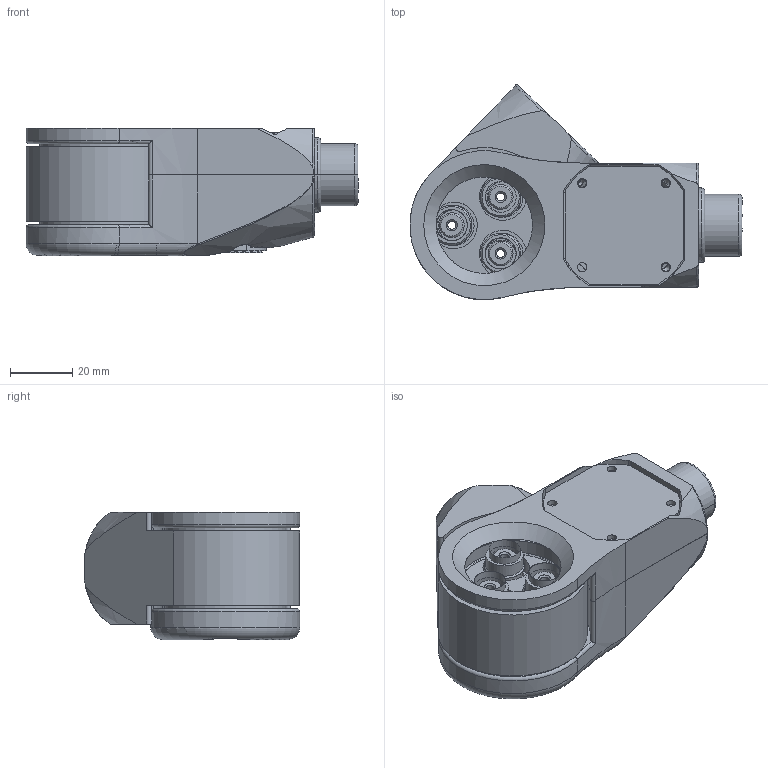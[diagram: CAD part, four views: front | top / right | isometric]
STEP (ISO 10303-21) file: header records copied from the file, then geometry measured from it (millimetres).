
FILE_DESCRIPTION(/* description */ (''),/* implementation_level */ '2;1');
FILE_NAME(/* name */ 'elbow_mini.stp',/* time_stamp */ '2024-04-21T22:18:24+08:00',/* author */ ('paulg'),/* organization */ (''),/* preprocessor_version */ 'ST-DEVELOPER v20',/* originating_system */ 'Autodesk Inventor 2024',/* authorisation */ '');
FILE_SCHEMA (('AUTOMOTIVE_DESIGN { 1 0 10303 214 3 1 1 }'));
Length unit declared in the file: millimetre
Products named in the file (12): elbow_mini; outer_kid_mini; top_plate_42n_mini; bearing_44_35_5; CAM_3M_mini; kid_cam_mini; board_mini; bot_plate_42n_mini; motor_kid_35a; Cycloidal_main_mini; PIN_3M_mini; belt_cams_mini
Assembly tree (17 placements, depth 2):
  elbow_mini
    outer_kid_mini
    top_plate_42n_mini
    Cycloidal_main_mini  x2
    bearing_44_35_5  x2
    CAM_3M_mini  x3
    kid_cam_mini  x3
    board_mini
    bot_plate_42n_mini
    motor_kid_35a
    PIN_3M_mini
    belt_cams_mini
Bounding box: 106.95 x 69.41 x 41 mm (x, y, z)
Volume: 120156.2 mm3; surface area: 72007.3 mm2
Topology: 17 solids, 17 shells, 1790 faces, 4782 edges, 2996 vertices
Faces by surface type: cylinder 783, plane 546, cone 389, bspline 42, torus 28, sphere 2
Full cylindrical faces by diameter (mm): 1.8 x2, 2 x2, 2.6 x8, 3 x4, 3.1 x4, 4 x2, 4.1 x1, 6 x1, 8 x6, 10 x12, 12 x6, 13 x6, 15 x6, 18 x1, 20 x1, 22 x1, 32 x1, 35 x5, 37 x4, 39 x2, 42 x4, 44 x3
Entity records: 43162 total; most frequent: CARTESIAN_POINT 16690, ORIENTED_EDGE 5612, DIRECTION 5357, EDGE_CURVE 2806, AXIS2_PLACEMENT_3D 2203, VERTEX_POINT 1811, EDGE_LOOP 1159, CIRCLE 1159
